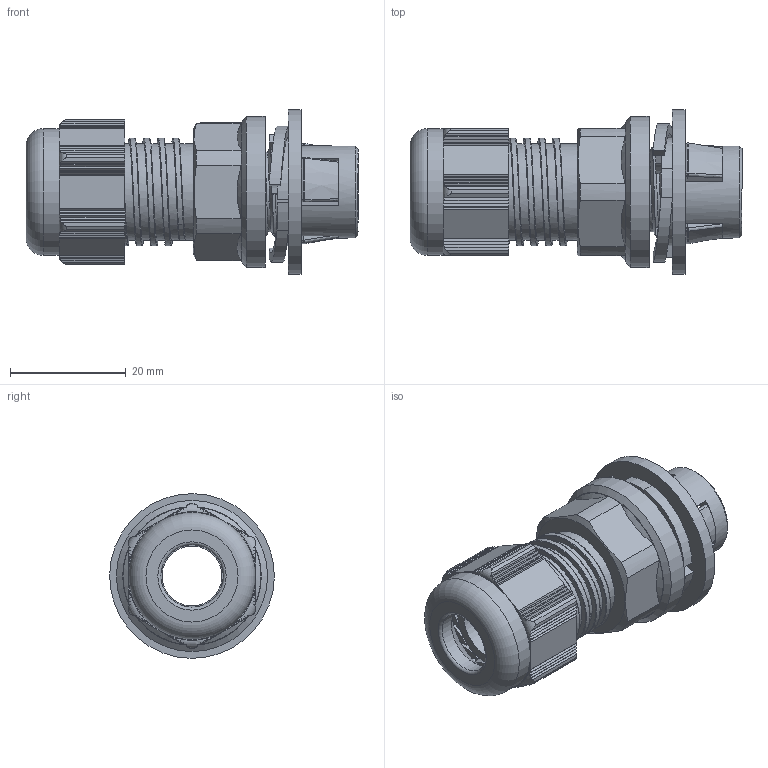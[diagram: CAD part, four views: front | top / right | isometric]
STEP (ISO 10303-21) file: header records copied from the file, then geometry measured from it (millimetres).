
FILE_DESCRIPTION(/* description */ ('Front-Fix 1116'),/* implementation_level */ '2;1');
FILE_NAME(/* name */ '1-FRONTFIX1116-RST.stp',/* time_stamp */ '2018-06-26T11:39:09+02:00',/* author */ ('sl'),/* organization */ (''),/* preprocessor_version */ 'ST-DEVELOPER v16.5',/* originating_system */ 'Autodesk Inventor 2017',/* authorisation */ '');
FILE_SCHEMA (('AUTOMOTIVE_DESIGN { 1 0 10303 214 3 1 1 }'));
Length unit declared in the file: millimetre
Products named in the file (7): FRONTFIX1116; FRONTFIX1116_1; FRONTFIX1116_2; FRONTFIX1116_3; FRONTFIX1116_4; -FRONTFIX1116; FRONTFIX1116_5
Assembly tree (6 placements, depth 2):
  FRONTFIX1116
    FRONTFIX1116_1
    FRONTFIX1116_2
    FRONTFIX1116_3
    FRONTFIX1116_4
    -FRONTFIX1116
    FRONTFIX1116_5
Bounding box: 57.38 x 28.46 x 28.46 mm (x, y, z)
Volume: 11462.9 mm3; surface area: 15052.8 mm2
Topology: 6 solids, 6 shells, 544 faces, 1442 edges, 909 vertices
Faces by surface type: plane 306, cylinder 127, bspline 44, torus 31, cone 24, sphere 12
Full cylindrical faces by diameter (mm): 10.36 x1, 10.72 x1, 10.8 x1, 10.9 x1, 11.7 x1, 12.3 x1, 12.52 x1, 13 x1, 13.54 x1, 13.82 x1, 13.83 x4, 15.64 x1, 15.93 x1, 15.982 x5, 16.2 x1, 16.64 x5, 19.05 x4, 20.982 x1, 21.91 x1, 23.83 x1, 23.87 x1, 26.11 x1, 28.46 x1
Entity records: 22417 total; most frequent: CARTESIAN_POINT 9657, ORIENTED_EDGE 2678, DIRECTION 2561, EDGE_CURVE 1339, AXIS2_PLACEMENT_3D 954, VERTEX_POINT 859, LINE 653, VECTOR 653
